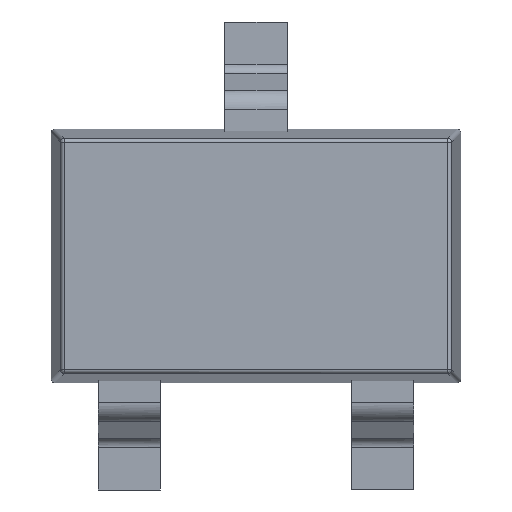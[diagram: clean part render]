
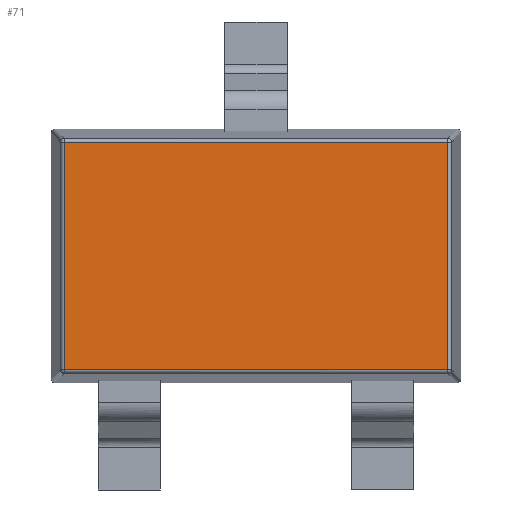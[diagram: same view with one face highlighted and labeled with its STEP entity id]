
A CAD part, front view. The second image highlights one B-rep face of the part: STEP entity #71.
In plain terms, the highlighted face is planar.
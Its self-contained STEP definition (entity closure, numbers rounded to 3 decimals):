
#71=ADVANCED_FACE('',(#147),#1127,.T.);
#147=FACE_OUTER_BOUND('',#223,.T.);
#223=EDGE_LOOP('',(#311,#312,#313,#314));
#311=ORIENTED_EDGE('',*,*,#647,.T.);
#312=ORIENTED_EDGE('',*,*,#648,.T.);
#313=ORIENTED_EDGE('',*,*,#649,.T.);
#314=ORIENTED_EDGE('',*,*,#650,.T.);
#647=EDGE_CURVE('',#999,#1000,#871,.T.);
#648=EDGE_CURVE('',#1000,#1001,#872,.T.);
#649=EDGE_CURVE('',#1001,#1002,#873,.T.);
#650=EDGE_CURVE('',#1002,#999,#874,.T.);
#871=B_SPLINE_CURVE_WITH_KNOTS('',1,(#1815,#1816),.UNSPECIFIED.,.F.,.F.,
(2,2),(0.,1.165),.UNSPECIFIED.);
#872=B_SPLINE_CURVE_WITH_KNOTS('',1,(#1817,#1818),.UNSPECIFIED.,.F.,.F.,
(2,2),(0.,1.965),.UNSPECIFIED.);
#873=B_SPLINE_CURVE_WITH_KNOTS('',1,(#1819,#1820),.UNSPECIFIED.,.F.,.F.,
(2,2),(0.,1.165),.UNSPECIFIED.);
#874=B_SPLINE_CURVE_WITH_KNOTS('',1,(#1821,#1822),.UNSPECIFIED.,.F.,.F.,
(2,2),(0.,1.965),.UNSPECIFIED.);
#999=VERTEX_POINT('',#1783);
#1000=VERTEX_POINT('',#1784);
#1001=VERTEX_POINT('',#1785);
#1002=VERTEX_POINT('',#1786);
#1127=PLANE('',#1228);
#1228=AXIS2_PLACEMENT_3D('',#1385,#1305,$);
#1305=DIRECTION('',(0.,1.,0.));
#1385=CARTESIAN_POINT('',(-1.179,0.56,-0.699));
#1783=CARTESIAN_POINT('',(0.983,0.56,0.583));
#1784=CARTESIAN_POINT('',(0.983,0.56,-0.583));
#1785=CARTESIAN_POINT('',(-0.983,0.56,-0.583));
#1786=CARTESIAN_POINT('',(-0.983,0.56,0.583));
#1815=CARTESIAN_POINT('',(0.983,0.56,0.583));
#1816=CARTESIAN_POINT('',(0.983,0.56,-0.583));
#1817=CARTESIAN_POINT('',(0.983,0.56,-0.583));
#1818=CARTESIAN_POINT('',(-0.983,0.56,-0.583));
#1819=CARTESIAN_POINT('',(-0.983,0.56,-0.583));
#1820=CARTESIAN_POINT('',(-0.983,0.56,0.583));
#1821=CARTESIAN_POINT('',(-0.983,0.56,0.583));
#1822=CARTESIAN_POINT('',(0.983,0.56,0.583));
